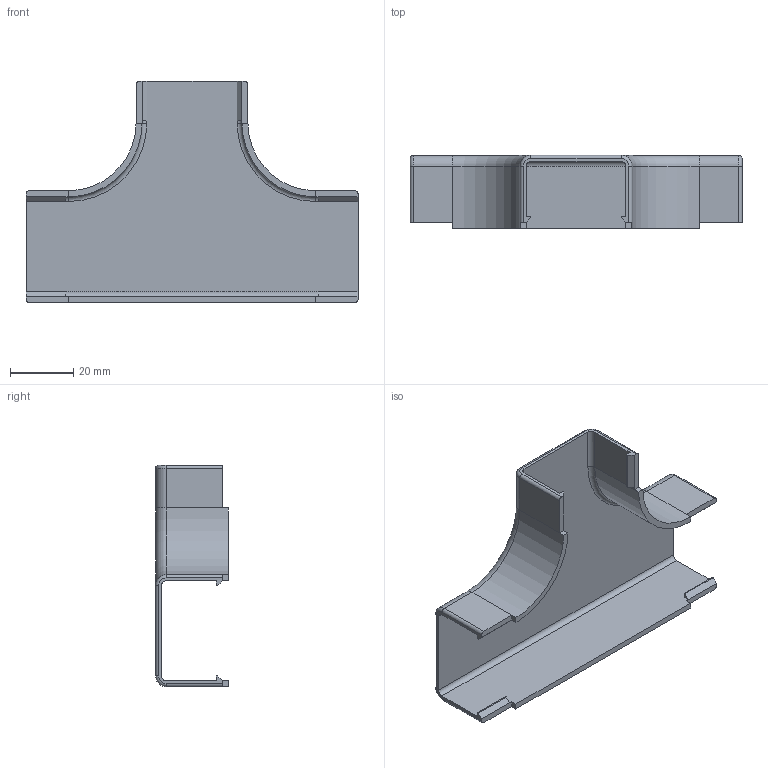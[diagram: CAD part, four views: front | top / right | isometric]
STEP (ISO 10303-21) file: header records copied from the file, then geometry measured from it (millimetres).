
FILE_DESCRIPTION (( 'STEP AP214' ), '1' );
FILE_NAME ('LCSR20x35-TEE-W_3D.step', '2024-10-28T19:57:16', ( '' ), ( '' ), 'SwSTEP 2.0', 'SolidWorks 2022', '' );
FILE_SCHEMA (( 'AUTOMOTIVE_DESIGN' ));
Length unit declared in the file: inch
Products named in the file (1): LCSR20x35-TEE-W_3D
Bounding box: 104.7 x 23 x 69.8 mm (x, y, z)
Volume: 18178.5 mm3; surface area: 19989.8 mm2
Topology: 1 solids, 1 shells, 87 faces, 223 edges, 138 vertices
Faces by surface type: plane 54, cylinder 23, torus 10
Entity records: 2683 total; most frequent: CARTESIAN_POINT 507, DIRECTION 447, ORIENTED_EDGE 446, EDGE_CURVE 223, VECTOR 167, LINE 167, AXIS2_PLACEMENT_3D 140, VERTEX_POINT 138
